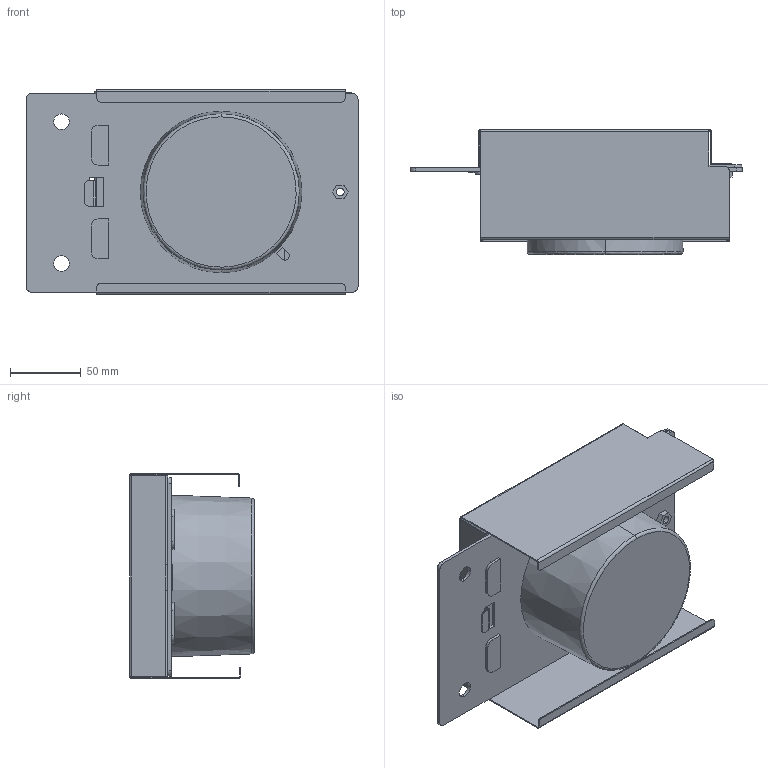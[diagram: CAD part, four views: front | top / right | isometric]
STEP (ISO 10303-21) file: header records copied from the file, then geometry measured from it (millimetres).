
FILE_DESCRIPTION (( 'STEP AP214' ), '1' );
FILE_NAME ('6gt20900qa00.STEP', '2008-10-21T12:14:22', ( '' ), ( '' ), 'SwSTEP 2.0', 'SolidWorks 2008', '' );
FILE_SCHEMA (( 'AUTOMOTIVE_DESIGN' ));
Length unit declared in the file: millimetre
Products named in the file (1): 6gt20900qa00
Bounding box: 234 x 88 x 144.4 mm (x, y, z)
Volume: 755400.8 mm3; surface area: 251854.2 mm2
Topology: 1 solids, 1 shells, 153 faces, 423 edges, 272 vertices
Faces by surface type: plane 94, cylinder 55, bspline 2, cone 2
Entity records: 4934 total; most frequent: CARTESIAN_POINT 885, ORIENTED_EDGE 846, DIRECTION 845, EDGE_CURVE 423, VECTOR 301, LINE 301, VERTEX_POINT 272, AXIS2_PLACEMENT_3D 272
